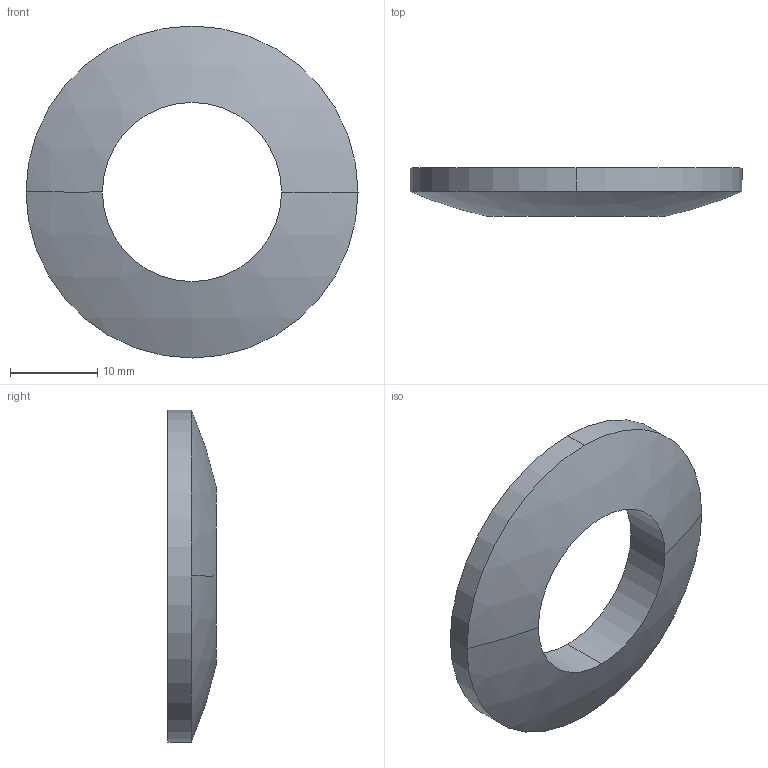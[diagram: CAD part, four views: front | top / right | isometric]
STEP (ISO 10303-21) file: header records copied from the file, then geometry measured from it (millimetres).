
FILE_DESCRIPTION (( 'STEP AP214' ), '1' );
FILE_NAME ('WDS-401-2065M.step', '2012-04-05T09:57:24', ( 'sysAdmin' ), ( 'SolidWorks' ), 'SwSTEP 2.0', 'SolidWorks 2012', '' );
FILE_SCHEMA (( 'AUTOMOTIVE_DESIGN' ));
Length unit declared in the file: millimetre
Products named in the file (1): WDS-401-2065M
Bounding box: 38 x 5.5 x 38 mm (x, y, z)
Volume: 3302.9 mm3; surface area: 2327.5 mm2
Topology: 1 solids, 1 shells, 7 faces, 18 edges, 12 vertices
Faces by surface type: cylinder 4, sphere 2, plane 1
Entity records: 264 total; most frequent: DIRECTION 48, CARTESIAN_POINT 38, ORIENTED_EDGE 36, AXIS2_PLACEMENT_3D 22, EDGE_CURVE 18, CIRCLE 14, VERTEX_POINT 12, EDGE_LOOP 8
